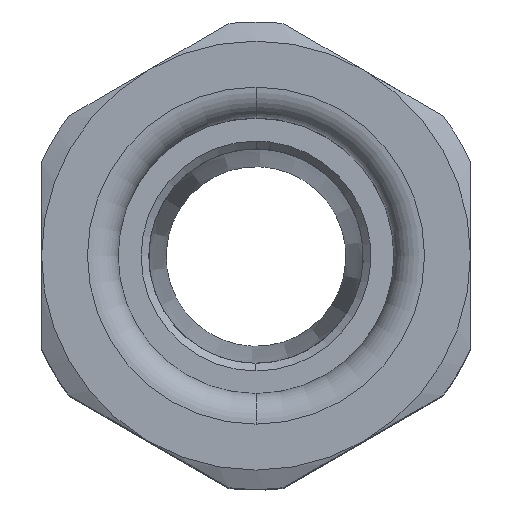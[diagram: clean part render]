
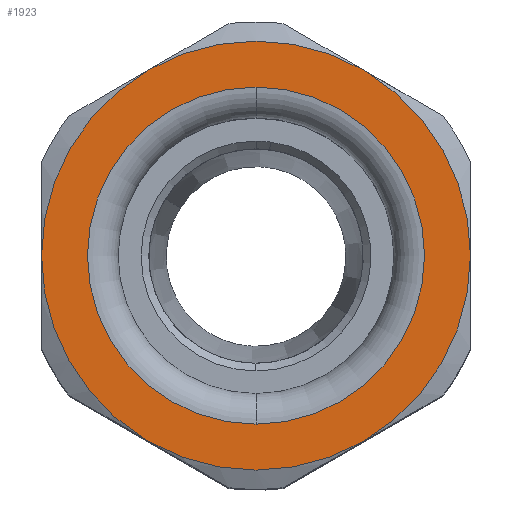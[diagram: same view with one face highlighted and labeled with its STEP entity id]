
A CAD part, top view. The second image highlights one B-rep face of the part: STEP entity #1923.
In plain terms, the highlighted planar face has unit normal (0, 0, 1).
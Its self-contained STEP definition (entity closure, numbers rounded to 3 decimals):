
#1444=AXIS2_PLACEMENT_3D('Circle Axis2P3D',#1442,#1443,$) ;
#1469=AXIS2_PLACEMENT_3D('Circle Axis2P3D',#1467,#1468,$) ;
#1851=AXIS2_PLACEMENT_3D('Plane Axis2P3D',#1848,#1849,#1850) ;
#1855=AXIS2_PLACEMENT_3D('Circle Axis2P3D',#1853,#1854,$) ;
#1864=AXIS2_PLACEMENT_3D('Circle Axis2P3D',#1862,#1863,$) ;
#1871=AXIS2_PLACEMENT_3D('Circle Axis2P3D',#1869,#1870,$) ;
#1878=AXIS2_PLACEMENT_3D('Circle Axis2P3D',#1876,#1877,$) ;
#1885=AXIS2_PLACEMENT_3D('Circle Axis2P3D',#1883,#1884,$) ;
#1892=AXIS2_PLACEMENT_3D('Circle Axis2P3D',#1890,#1891,$) ;
#1899=AXIS2_PLACEMENT_3D('Circle Axis2P3D',#1897,#1898,$) ;
#1906=AXIS2_PLACEMENT_3D('Circle Axis2P3D',#1904,#1905,$) ;
#1439=CARTESIAN_POINT('Vertex',(14.,26.25,54.25)) ;
#1442=CARTESIAN_POINT('Axis2P3D Location',(14.,15.25,54.25)) ;
#1446=CARTESIAN_POINT('Vertex',(14.,4.25,54.25)) ;
#1467=CARTESIAN_POINT('Axis2P3D Location',(14.,15.25,54.25)) ;
#1848=CARTESIAN_POINT('Axis2P3D Location',(14.,15.25,54.25)) ;
#1853=CARTESIAN_POINT('Axis2P3D Location',(14.,15.25,54.25)) ;
#1857=CARTESIAN_POINT('Vertex',(7.,27.374,54.25)) ;
#1859=CARTESIAN_POINT('Vertex',(0.,15.25,54.25)) ;
#1862=CARTESIAN_POINT('Axis2P3D Location',(14.,15.25,54.25)) ;
#1866=CARTESIAN_POINT('Vertex',(6.716,3.294,54.25)) ;
#1869=CARTESIAN_POINT('Axis2P3D Location',(14.,15.25,54.25)) ;
#1873=CARTESIAN_POINT('Vertex',(7.,3.126,54.25)) ;
#1876=CARTESIAN_POINT('Axis2P3D Location',(14.,15.25,54.25)) ;
#1880=CARTESIAN_POINT('Vertex',(21.,3.126,54.25)) ;
#1883=CARTESIAN_POINT('Axis2P3D Location',(14.,15.25,54.25)) ;
#1887=CARTESIAN_POINT('Vertex',(28.,15.25,54.25)) ;
#1890=CARTESIAN_POINT('Axis2P3D Location',(14.,15.25,54.25)) ;
#1894=CARTESIAN_POINT('Vertex',(21.284,27.206,54.25)) ;
#1897=CARTESIAN_POINT('Axis2P3D Location',(14.,15.25,54.25)) ;
#1901=CARTESIAN_POINT('Vertex',(21.,27.374,54.25)) ;
#1904=CARTESIAN_POINT('Axis2P3D Location',(14.,15.25,54.25)) ;
#1443=DIRECTION('Axis2P3D Direction',(0.,0.,-1.)) ;
#1468=DIRECTION('Axis2P3D Direction',(0.,0.,-1.)) ;
#1849=DIRECTION('Axis2P3D Direction',(0.,0.,-1.)) ;
#1850=DIRECTION('Axis2P3D XDirection',(0.,-1.,0.)) ;
#1854=DIRECTION('Axis2P3D Direction',(0.,0.,-1.)) ;
#1863=DIRECTION('Axis2P3D Direction',(0.,0.,-1.)) ;
#1870=DIRECTION('Axis2P3D Direction',(0.,0.,-1.)) ;
#1877=DIRECTION('Axis2P3D Direction',(0.,0.,-1.)) ;
#1884=DIRECTION('Axis2P3D Direction',(0.,0.,-1.)) ;
#1891=DIRECTION('Axis2P3D Direction',(0.,0.,-1.)) ;
#1898=DIRECTION('Axis2P3D Direction',(0.,0.,-1.)) ;
#1905=DIRECTION('Axis2P3D Direction',(0.,0.,-1.)) ;
#1910=ORIENTED_EDGE('',*,*,#1861,.T.) ;
#1911=ORIENTED_EDGE('',*,*,#1868,.T.) ;
#1912=ORIENTED_EDGE('',*,*,#1875,.T.) ;
#1913=ORIENTED_EDGE('',*,*,#1882,.T.) ;
#1914=ORIENTED_EDGE('',*,*,#1889,.T.) ;
#1915=ORIENTED_EDGE('',*,*,#1896,.T.) ;
#1916=ORIENTED_EDGE('',*,*,#1903,.T.) ;
#1917=ORIENTED_EDGE('',*,*,#1908,.T.) ;
#1920=ORIENTED_EDGE('',*,*,#1471,.F.) ;
#1921=ORIENTED_EDGE('',*,*,#1448,.F.) ;
#1922=FACE_BOUND('',#1919,.T.) ;
#1923=ADVANCED_FACE('Part4.1\\Koerper.2',(#1918,#1922),#1852,.F.) ;
#1445=CIRCLE('generated circle',#1444,11.) ;
#1470=CIRCLE('generated circle',#1469,11.) ;
#1856=CIRCLE('generated circle',#1855,14.) ;
#1865=CIRCLE('generated circle',#1864,14.) ;
#1872=CIRCLE('generated circle',#1871,14.) ;
#1879=CIRCLE('generated circle',#1878,14.) ;
#1886=CIRCLE('generated circle',#1885,14.) ;
#1893=CIRCLE('generated circle',#1892,14.) ;
#1900=CIRCLE('generated circle',#1899,14.) ;
#1907=CIRCLE('generated circle',#1906,14.) ;
#1448=EDGE_CURVE('',#1440,#1447,#1445,.F.) ;
#1471=EDGE_CURVE('',#1447,#1440,#1470,.F.) ;
#1861=EDGE_CURVE('',#1858,#1860,#1856,.F.) ;
#1868=EDGE_CURVE('',#1860,#1867,#1865,.F.) ;
#1875=EDGE_CURVE('',#1867,#1874,#1872,.F.) ;
#1882=EDGE_CURVE('',#1874,#1881,#1879,.F.) ;
#1889=EDGE_CURVE('',#1881,#1888,#1886,.F.) ;
#1896=EDGE_CURVE('',#1888,#1895,#1893,.F.) ;
#1903=EDGE_CURVE('',#1895,#1902,#1900,.F.) ;
#1908=EDGE_CURVE('',#1902,#1858,#1907,.F.) ;
#1909=EDGE_LOOP('',(#1910,#1911,#1912,#1913,#1914,#1915,#1916,#1917)) ;
#1919=EDGE_LOOP('',(#1920,#1921)) ;
#1918=FACE_OUTER_BOUND('',#1909,.T.) ;
#1852=PLANE('',#1851) ;
#1440=VERTEX_POINT('',#1439) ;
#1447=VERTEX_POINT('',#1446) ;
#1858=VERTEX_POINT('',#1857) ;
#1860=VERTEX_POINT('',#1859) ;
#1867=VERTEX_POINT('',#1866) ;
#1874=VERTEX_POINT('',#1873) ;
#1881=VERTEX_POINT('',#1880) ;
#1888=VERTEX_POINT('',#1887) ;
#1895=VERTEX_POINT('',#1894) ;
#1902=VERTEX_POINT('',#1901) ;
